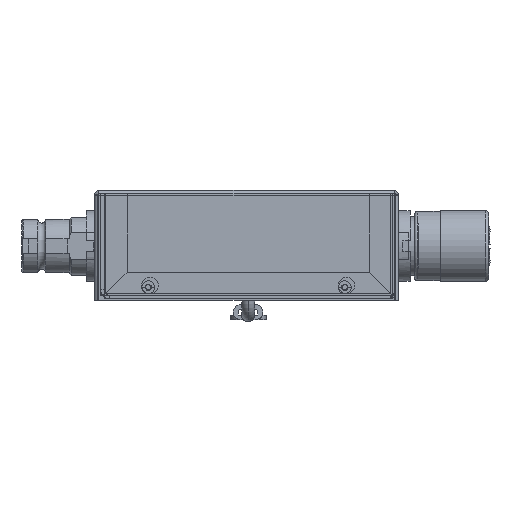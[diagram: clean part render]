
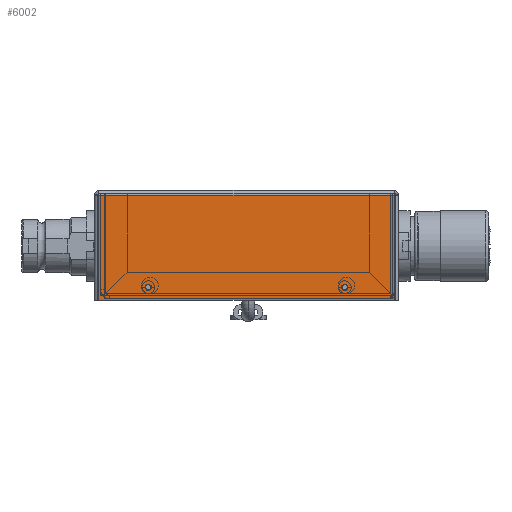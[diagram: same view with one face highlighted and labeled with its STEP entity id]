
A CAD part, front view. The second image highlights one B-rep face of the part: STEP entity #6002.
In plain terms, the highlighted face is planar.
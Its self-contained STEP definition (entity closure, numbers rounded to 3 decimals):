
#4058=DIRECTION('',(0.,0.,-1.));
#4059=VECTOR('',#4058,16.1);
#4060=CARTESIAN_POINT('',(8.65,22.55,16.8));
#4061=LINE('',#4060,#4059);
#4067=DIRECTION('',(0.,1.,0.));
#4068=VECTOR('',#4067,45.1);
#4069=CARTESIAN_POINT('',(8.65,-22.55,16.8));
#4070=LINE('',#4069,#4068);
#4071=CARTESIAN_POINT('',(8.65,-15.,14.8));
#4072=DIRECTION('',(-1.,0.,0.));
#4073=DIRECTION('',(0.,1.,0.));
#4074=AXIS2_PLACEMENT_3D('',#4071,#4072,#4073);
#4076=CARTESIAN_POINT('',(8.65,-15.,14.8));
#4077=DIRECTION('',(-1.,0.,0.));
#4078=DIRECTION('',(0.,-1.,0.));
#4079=AXIS2_PLACEMENT_3D('',#4076,#4077,#4078);
#4081=CARTESIAN_POINT('',(8.65,15.,14.8));
#4082=DIRECTION('',(-1.,0.,0.));
#4083=DIRECTION('',(0.,1.,0.));
#4084=AXIS2_PLACEMENT_3D('',#4081,#4082,#4083);
#4086=CARTESIAN_POINT('',(8.65,15.,14.8));
#4087=DIRECTION('',(-1.,0.,0.));
#4088=DIRECTION('',(0.,-1.,0.));
#4089=AXIS2_PLACEMENT_3D('',#4086,#4087,#4088);
#4100=DIRECTION('',(0.,0.,1.));
#4101=VECTOR('',#4100,16.1);
#4102=CARTESIAN_POINT('',(8.65,-22.55,0.7));
#4103=LINE('',#4102,#4101);
#4141=DIRECTION('',(0.,1.,0.));
#4142=VECTOR('',#4141,45.1);
#4143=CARTESIAN_POINT('',(8.65,-22.55,0.7));
#4144=LINE('',#4143,#4142);
#4857=CARTESIAN_POINT('',(8.65,22.55,16.8));
#4858=VERTEX_POINT('',#4857);
#4864=CARTESIAN_POINT('',(8.65,-22.55,0.7));
#4865=CARTESIAN_POINT('',(8.65,22.55,0.7));
#4866=VERTEX_POINT('',#4864);
#4867=VERTEX_POINT('',#4865);
#4964=CARTESIAN_POINT('',(8.65,-22.55,16.8));
#4965=VERTEX_POINT('',#4964);
#4966=CARTESIAN_POINT('',(8.65,-14.5,14.8));
#4967=CARTESIAN_POINT('',(8.65,-15.5,14.8));
#4968=VERTEX_POINT('',#4966);
#4969=VERTEX_POINT('',#4967);
#4970=CARTESIAN_POINT('',(8.65,15.5,14.8));
#4971=CARTESIAN_POINT('',(8.65,14.5,14.8));
#4972=VERTEX_POINT('',#4970);
#4973=VERTEX_POINT('',#4971);
#5977=CARTESIAN_POINT('',(8.65,-11.834,0.5));
#5978=DIRECTION('',(1.,0.,0.));
#5979=DIRECTION('',(0.,1.,0.));
#5980=AXIS2_PLACEMENT_3D('',#5977,#5978,#5979);
#5981=PLANE('',#5980);
#5983=ORIENTED_EDGE('',*,*,#5982,.T.);
#5984=ORIENTED_EDGE('',*,*,#5903,.T.);
#5985=ORIENTED_EDGE('',*,*,#5971,.T.);
#5987=ORIENTED_EDGE('',*,*,#5986,.F.);
#5988=EDGE_LOOP('',(#5983,#5984,#5985,#5987));
#5989=FACE_OUTER_BOUND('',#5988,.F.);
#5991=ORIENTED_EDGE('',*,*,#5990,.F.);
#5993=ORIENTED_EDGE('',*,*,#5992,.F.);
#5994=EDGE_LOOP('',(#5991,#5993));
#5995=FACE_BOUND('',#5994,.F.);
#5997=ORIENTED_EDGE('',*,*,#5996,.F.);
#5999=ORIENTED_EDGE('',*,*,#5998,.F.);
#6000=EDGE_LOOP('',(#5997,#5999));
#6001=FACE_BOUND('',#6000,.F.);
#4075=CIRCLE('',#4074,0.5);
#4080=CIRCLE('',#4079,0.5);
#4085=CIRCLE('',#4084,0.5);
#4090=CIRCLE('',#4089,0.5);
#5903=EDGE_CURVE('',#4965,#4858,#4070,.T.);
#5971=EDGE_CURVE('',#4858,#4867,#4061,.T.);
#5982=EDGE_CURVE('',#4866,#4965,#4103,.T.);
#5986=EDGE_CURVE('',#4866,#4867,#4144,.T.);
#5990=EDGE_CURVE('',#4968,#4969,#4075,.T.);
#5992=EDGE_CURVE('',#4969,#4968,#4080,.T.);
#5996=EDGE_CURVE('',#4972,#4973,#4085,.T.);
#5998=EDGE_CURVE('',#4973,#4972,#4090,.T.);
#6002=ADVANCED_FACE('',(#5989,#5995,#6001),#5981,.T.);
